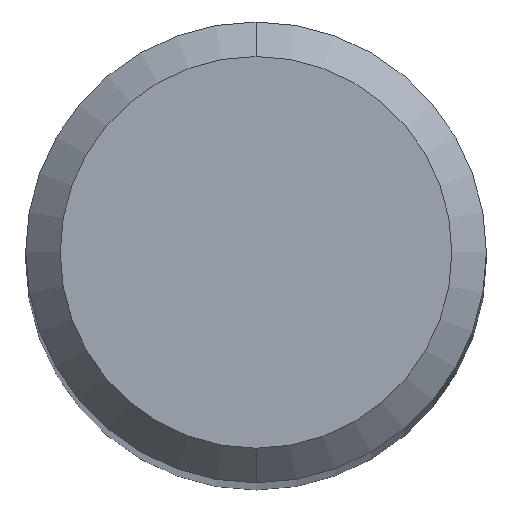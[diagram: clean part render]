
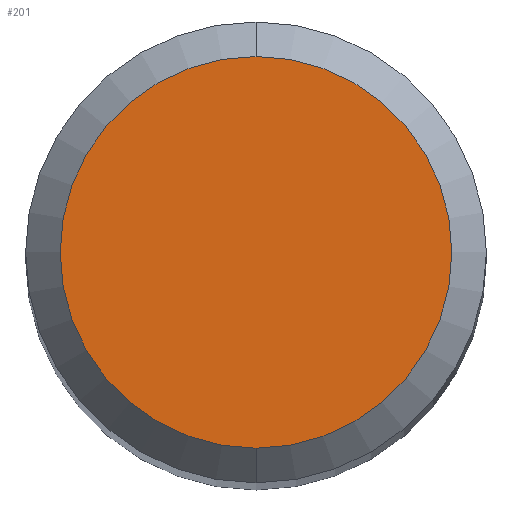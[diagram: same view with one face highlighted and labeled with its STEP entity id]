
A CAD part, top view. The second image highlights one B-rep face of the part: STEP entity #201.
In plain terms, the highlighted planar face has unit normal (0, 0, 1).
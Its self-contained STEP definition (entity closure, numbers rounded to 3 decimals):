
#201=ADVANCED_FACE('',(#508),#509,.T.);
#367=EDGE_CURVE('',#399,#403,#691,.T.);
#399=VERTEX_POINT('',#725);
#403=VERTEX_POINT('',#729);
#431=EDGE_CURVE('',#403,#399,#764,.T.);
#508=FACE_OUTER_BOUND('',#877,.T.);
#509=PLANE('',#878);
#691=CIRCLE('',#1248,1.7);
#725=CARTESIAN_POINT('',(0.0,1.7,0.0));
#729=CARTESIAN_POINT('',(0.,-1.7,0.0));
#764=CIRCLE('',#1396,1.7);
#877=EDGE_LOOP('',(#1457,#1458));
#878=AXIS2_PLACEMENT_3D('',#1459,#1460,#1461);
#1248=AXIS2_PLACEMENT_3D('',#1664,#1665,#1666);
#1396=AXIS2_PLACEMENT_3D('',#1764,#1765,#1766);
#1457=ORIENTED_EDGE('',*,*,#367,.F.);
#1458=ORIENTED_EDGE('',*,*,#431,.F.);
#1459=CARTESIAN_POINT('',(0.0,0.85,0.0));
#1460=DIRECTION('',(-0.0,0.0,1.0));
#1461=DIRECTION('',(0.0,-1.0,0.0));
#1664=CARTESIAN_POINT('',(0.0,0.0,0.0));
#1665=DIRECTION('',(0.0,0.0,-1.0));
#1666=DIRECTION('',(0.0,1.0,0.0));
#1764=CARTESIAN_POINT('',(0.0,0.0,0.0));
#1765=DIRECTION('',(0.0,0.0,-1.0));
#1766=DIRECTION('',(0.0,1.0,0.0));
